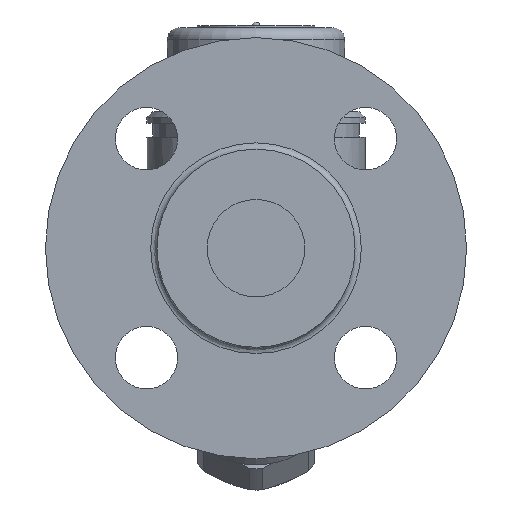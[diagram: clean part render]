
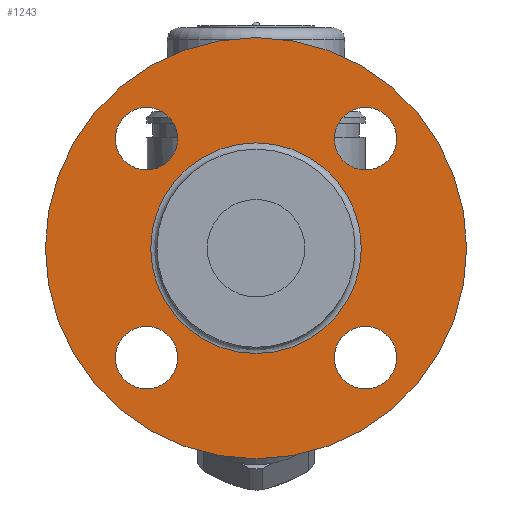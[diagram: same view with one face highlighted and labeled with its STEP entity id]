
A CAD part, left-side view. The second image highlights one B-rep face of the part: STEP entity #1243.
In plain terms, the highlighted planar face has unit normal (-1, 0, 0).
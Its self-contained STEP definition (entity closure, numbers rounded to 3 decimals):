
#724=CARTESIAN_POINT('',(-103.4,-36.072,-28.072));
#725=VERTEX_POINT('',#724);
#726=CARTESIAN_POINT('',(-103.4,-28.072,-28.072));
#727=DIRECTION('',(1.0,0.0,0.0));
#728=DIRECTION('',(0.0,-1.0,0.0));
#729=AXIS2_PLACEMENT_3D('',#726,#727,#728);
#730=CIRCLE('',#729,8.0);
#731=EDGE_CURVE('',#725,#725,#730,.T.);
#773=CARTESIAN_POINT('',(-103.4,28.072,-36.072));
#774=VERTEX_POINT('',#773);
#775=CARTESIAN_POINT('',(-103.4,28.072,-28.072));
#776=DIRECTION('',(1.0,0.0,0.0));
#777=DIRECTION('',(0.0,0.0,-1.0));
#778=AXIS2_PLACEMENT_3D('',#775,#776,#777);
#779=CIRCLE('',#778,8.0);
#780=EDGE_CURVE('',#774,#774,#779,.T.);
#822=CARTESIAN_POINT('',(-103.4,36.072,28.072));
#823=VERTEX_POINT('',#822);
#824=CARTESIAN_POINT('',(-103.4,28.072,28.072));
#825=DIRECTION('',(1.0,0.0,0.0));
#826=DIRECTION('',(0.0,1.0,0.0));
#827=AXIS2_PLACEMENT_3D('',#824,#825,#826);
#828=CIRCLE('',#827,8.0);
#829=EDGE_CURVE('',#823,#823,#828,.T.);
#871=CARTESIAN_POINT('',(-103.4,-28.072,36.072));
#872=VERTEX_POINT('',#871);
#873=CARTESIAN_POINT('',(-103.4,-28.072,28.072));
#874=DIRECTION('',(1.0,0.0,0.0));
#875=DIRECTION('',(0.0,0.0,1.0));
#876=AXIS2_PLACEMENT_3D('',#873,#874,#875);
#877=CIRCLE('',#876,8.0);
#878=EDGE_CURVE('',#872,#872,#877,.T.);
#1064=CARTESIAN_POINT('',(-103.4,0.0,54.));
#1065=VERTEX_POINT('',#1064);
#1066=CARTESIAN_POINT('',(-103.4,0.0,0.));
#1067=DIRECTION('',(-1.0,0.0,0.0));
#1068=DIRECTION('',(0.0,0.0,1.0));
#1069=AXIS2_PLACEMENT_3D('',#1066,#1067,#1068);
#1070=CIRCLE('',#1069,54.0);
#1071=EDGE_CURVE('',#1065,#1065,#1070,.T.);
#1197=CARTESIAN_POINT('',(-103.4,0.0,27.));
#1198=VERTEX_POINT('',#1197);
#1199=CARTESIAN_POINT('',(-103.4,0.0,0.));
#1200=DIRECTION('',(-1.0,0.0,0.0));
#1201=DIRECTION('',(0.0,0.0,-1.0));
#1202=AXIS2_PLACEMENT_3D('',#1199,#1200,#1201);
#1203=CIRCLE('',#1202,27.0);
#1204=EDGE_CURVE('',#1198,#1198,#1203,.T.);
#1220=CARTESIAN_POINT('',(-103.4,0.0,39.7));
#1221=DIRECTION('',(-1.0,0.0,0.0));
#1222=DIRECTION('',(0.0,0.0,1.0));
#1223=AXIS2_PLACEMENT_3D('',#1220,#1221,#1222);
#1224=PLANE('',#1223);
#1225=ORIENTED_EDGE('',*,*,#1071,.T.);
#1226=EDGE_LOOP('',(#1225));
#1227=FACE_OUTER_BOUND('',#1226,.T.);
#1228=ORIENTED_EDGE('',*,*,#731,.T.);
#1229=EDGE_LOOP('',(#1228));
#1230=FACE_BOUND('',#1229,.T.);
#1231=ORIENTED_EDGE('',*,*,#780,.T.);
#1232=EDGE_LOOP('',(#1231));
#1233=FACE_BOUND('',#1232,.T.);
#1234=ORIENTED_EDGE('',*,*,#829,.T.);
#1235=EDGE_LOOP('',(#1234));
#1236=FACE_BOUND('',#1235,.T.);
#1237=ORIENTED_EDGE('',*,*,#878,.T.);
#1238=EDGE_LOOP('',(#1237));
#1239=FACE_BOUND('',#1238,.T.);
#1240=ORIENTED_EDGE('',*,*,#1204,.F.);
#1241=EDGE_LOOP('',(#1240));
#1242=FACE_BOUND('',#1241,.T.);
#1243=ADVANCED_FACE('',(#1227,#1230,#1233,#1236,#1239,#1242),#1224,.T.);
